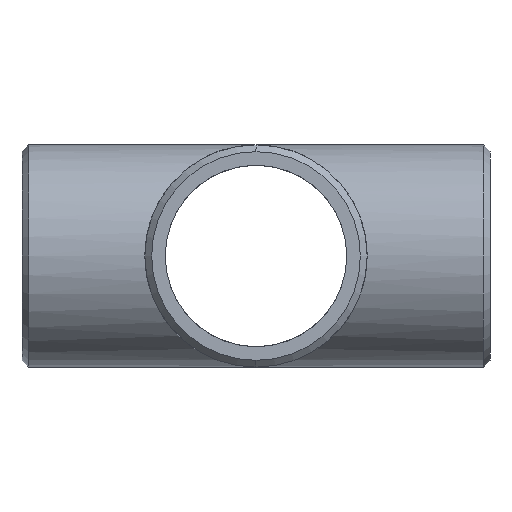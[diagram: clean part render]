
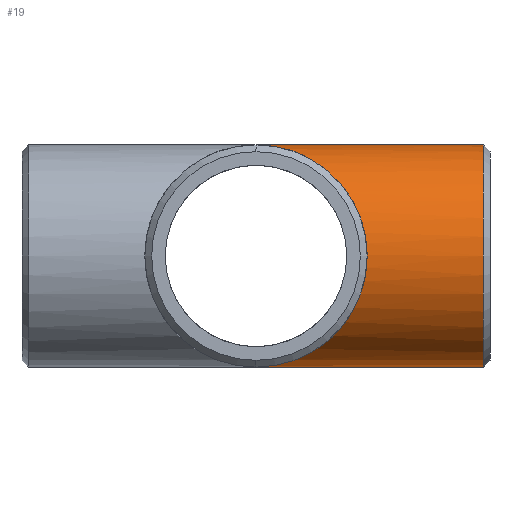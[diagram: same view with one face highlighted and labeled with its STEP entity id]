
A CAD part, left-side view. The second image highlights one B-rep face of the part: STEP entity #19.
In plain terms, the highlighted cylindrical face has radius 30.163 mm (diameter 60.325 mm), a partial arc.
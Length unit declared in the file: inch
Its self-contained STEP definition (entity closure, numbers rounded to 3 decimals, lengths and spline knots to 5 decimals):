
#11 = ORIENTED_EDGE ( 'NONE', *, *, #177, .T. ) ;
#19 = ADVANCED_FACE ( 'NONE', ( #464 ), #281, .T. ) ;
#30 = CARTESIAN_POINT ( 'NONE',  ( 0., 0., -1.1875 ) ) ;
#33 = ORIENTED_EDGE ( 'NONE', *, *, #767, .F. ) ;
#65 = VERTEX_POINT ( 'NONE', #221 ) ;
#88 = LINE ( 'NONE', #264, #741 ) ;
#93 = DIRECTION ( 'NONE',  ( 0., 1., 0. ) ) ;
#103 = VECTOR ( 'NONE', #241, 39.37008 ) ;
#136 = DIRECTION ( 'NONE',  ( 0., 1., 0. ) ) ;
#177 = EDGE_CURVE ( 'NONE', #401, #658, #312, .T. ) ;
#207 = CARTESIAN_POINT ( 'NONE',  ( 0., 0., -1.1875 ) ) ;
#213 = DIRECTION ( 'NONE',  ( 0., 0., -1. ) ) ;
#221 = CARTESIAN_POINT ( 'NONE',  ( 0., -2.42733, -1.1875 ) ) ;
#241 = DIRECTION ( 'NONE',  ( 0., 1., 0. ) ) ;
#245 = EDGE_LOOP ( 'NONE', ( #453, #11, #722, #33 ) ) ;
#264 = CARTESIAN_POINT ( 'NONE',  ( 0., -2.5, -1.1875 ) ) ;
#281 = CYLINDRICAL_SURFACE ( 'NONE', #719, 1.1875 ) ;
#283 = CARTESIAN_POINT ( 'NONE',  ( 0., -2.5, 0. ) ) ;
#288 = AXIS2_PLACEMENT_3D ( 'NONE', #528, #771, #213 ) ;
#312 = LINE ( 'NONE', #678, #103 ) ;
#320 = CARTESIAN_POINT ( 'NONE',  ( 0., 0., 1.1875 ) ) ;
#324 = EDGE_CURVE ( 'NONE', #465, #658, #585, .T. ) ;
#392 = CARTESIAN_POINT ( 'NONE',  ( -2.375, -2.375, 1.1875 ) ) ;
#401 = VERTEX_POINT ( 'NONE', #447 ) ;
#447 = CARTESIAN_POINT ( 'NONE',  ( 0., -2.42733, 1.1875 ) ) ;
#453 = ORIENTED_EDGE ( 'NONE', *, *, #543, .T. ) ;
#464 = FACE_OUTER_BOUND ( 'NONE', #245, .T. ) ;
#465 = VERTEX_POINT ( 'NONE', #30 ) ;
#524 = CARTESIAN_POINT ( 'NONE',  ( 0., 0., 1.1875 ) ) ;
#528 = CARTESIAN_POINT ( 'NONE',  ( 0., -2.42733, 0. ) ) ;
#543 = EDGE_CURVE ( 'NONE', #65, #401, #637, .T. ) ;
#585 =( BOUNDED_CURVE ( )  B_SPLINE_CURVE ( 3, ( #207, #632, #392, #524 ),
 .UNSPECIFIED., .F., .T. ) 
 B_SPLINE_CURVE_WITH_KNOTS ( ( 4, 4 ),
 ( 4.71239, 7.85398 ),
 .UNSPECIFIED. ) 
 CURVE ( )  GEOMETRIC_REPRESENTATION_ITEM ( )  RATIONAL_B_SPLINE_CURVE ( ( 1., 0.333, 0.333, 1. ) ) 
 REPRESENTATION_ITEM ( '' )  );
#632 = CARTESIAN_POINT ( 'NONE',  ( -2.375, -2.375, -1.1875 ) ) ;
#637 = CIRCLE ( 'NONE', #288, 1.1875 ) ;
#658 = VERTEX_POINT ( 'NONE', #320 ) ;
#678 = CARTESIAN_POINT ( 'NONE',  ( 0., -2.5, 1.1875 ) ) ;
#719 = AXIS2_PLACEMENT_3D ( 'NONE', #283, #93, #782 ) ;
#722 = ORIENTED_EDGE ( 'NONE', *, *, #324, .F. ) ;
#741 = VECTOR ( 'NONE', #136, 39.37008 ) ;
#767 = EDGE_CURVE ( 'NONE', #65, #465, #88, .T. ) ;
#771 = DIRECTION ( 'NONE',  ( 0., 1., 0. ) ) ;
#782 = DIRECTION ( 'NONE',  ( 0., 0., -1. ) ) ;
